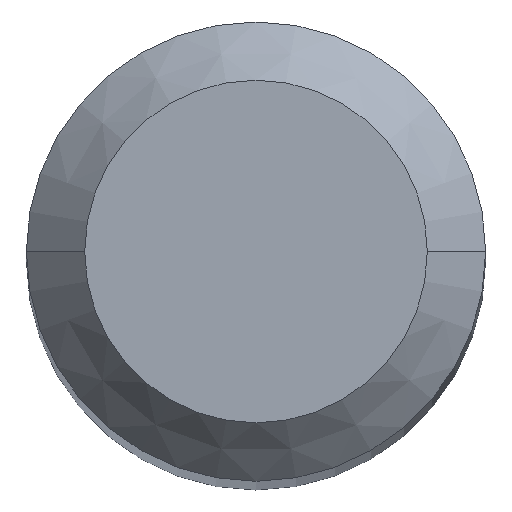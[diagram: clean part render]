
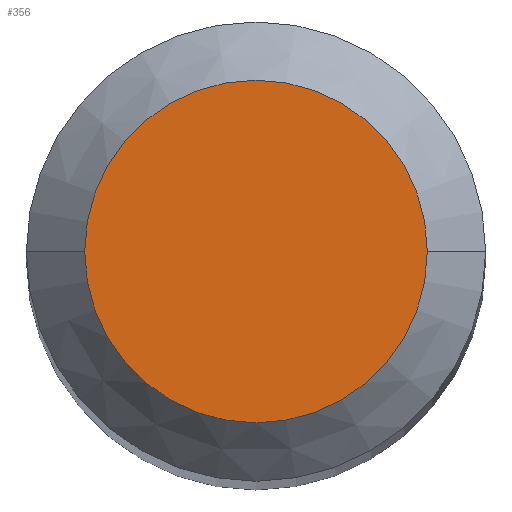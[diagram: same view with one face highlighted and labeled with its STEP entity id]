
A CAD part, top view. The second image highlights one B-rep face of the part: STEP entity #356.
In plain terms, the highlighted planar face has unit normal (0, 0, 1).
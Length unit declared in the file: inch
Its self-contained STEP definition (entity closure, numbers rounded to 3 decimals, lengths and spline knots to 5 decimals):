
#14 = EDGE_CURVE ( 'NONE', #34, #426, #174, .T. ) ;
#20 = CARTESIAN_POINT ( 'NONE',  ( -0.04405, 0., 0. ) ) ;
#27 = DIRECTION ( 'NONE',  ( -1., 0., 0. ) ) ;
#34 = VERTEX_POINT ( 'NONE', #20 ) ;
#108 = AXIS2_PLACEMENT_3D ( 'NONE', #202, #281, #349 ) ;
#122 = DIRECTION ( 'NONE',  ( 0., 0., 1. ) ) ;
#159 = PLANE ( 'NONE',  #182 ) ;
#166 = DIRECTION ( 'NONE',  ( 0., 0., -1. ) ) ;
#172 = EDGE_LOOP ( 'NONE', ( #239, #282 ) ) ;
#173 = EDGE_CURVE ( 'NONE', #426, #34, #241, .T. ) ;
#174 = CIRCLE ( 'NONE', #462, 0.04405 ) ;
#182 = AXIS2_PLACEMENT_3D ( 'NONE', #445, #166, #27 ) ;
#202 = CARTESIAN_POINT ( 'NONE',  ( 0., 0., 0. ) ) ;
#220 = CARTESIAN_POINT ( 'NONE',  ( 0., 0., 0. ) ) ;
#239 = ORIENTED_EDGE ( 'NONE', *, *, #14, .T. ) ;
#241 = CIRCLE ( 'NONE', #108, 0.04405 ) ;
#281 = DIRECTION ( 'NONE',  ( 0., 0., 1. ) ) ;
#282 = ORIENTED_EDGE ( 'NONE', *, *, #173, .T. ) ;
#300 = FACE_OUTER_BOUND ( 'NONE', #172, .T. ) ;
#346 = CARTESIAN_POINT ( 'NONE',  ( 0.04405, 0., 0. ) ) ;
#349 = DIRECTION ( 'NONE',  ( 1., 0., 0. ) ) ;
#356 = ADVANCED_FACE ( 'NONE', ( #300 ), #159, .F. ) ;
#408 = DIRECTION ( 'NONE',  ( 1., 0., 0. ) ) ;
#426 = VERTEX_POINT ( 'NONE', #346 ) ;
#445 = CARTESIAN_POINT ( 'NONE',  ( 0., 0.04405, 0. ) ) ;
#462 = AXIS2_PLACEMENT_3D ( 'NONE', #220, #122, #408 ) ;
